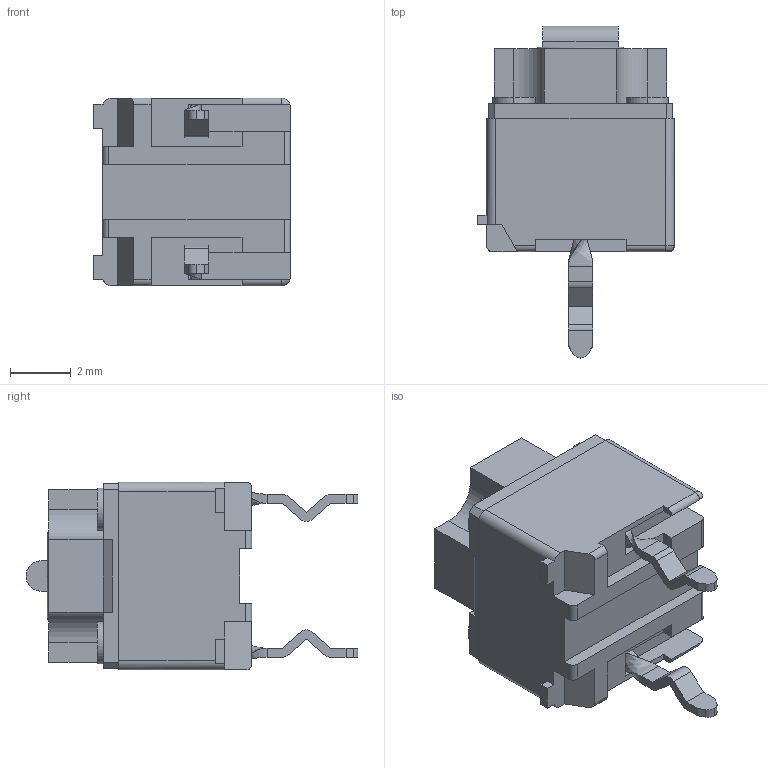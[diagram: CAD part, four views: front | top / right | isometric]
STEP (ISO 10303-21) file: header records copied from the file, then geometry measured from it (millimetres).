
FILE_DESCRIPTION (( 'STEP AP203' ), '1' );
FILE_NAME ('オーバーストロークタイプLTSW.STEP', '2013-03-08T12:39:34', ( '' ), ( '' ), 'SwSTEP 2.0', 'SolidWorks 2011', '' );
FILE_SCHEMA (( 'CONFIG_CONTROL_DESIGN' ));
Length unit declared in the file: millimetre
Products named in the file (1): 僆乕僶乕僗僩儘乕僋僞僀僾LTSW
Bounding box: 6.5 x 10.95 x 6.2 mm (x, y, z)
Volume: 216.7 mm3; surface area: 316.9 mm2
Topology: 1 solids, 1 shells, 159 faces, 420 edges, 272 vertices
Faces by surface type: plane 104, cylinder 43, bspline 8, torus 4
Entity records: 5065 total; most frequent: CARTESIAN_POINT 1016, ORIENTED_EDGE 840, DIRECTION 804, EDGE_CURVE 420, VECTOR 316, LINE 316, VERTEX_POINT 272, AXIS2_PLACEMENT_3D 244
